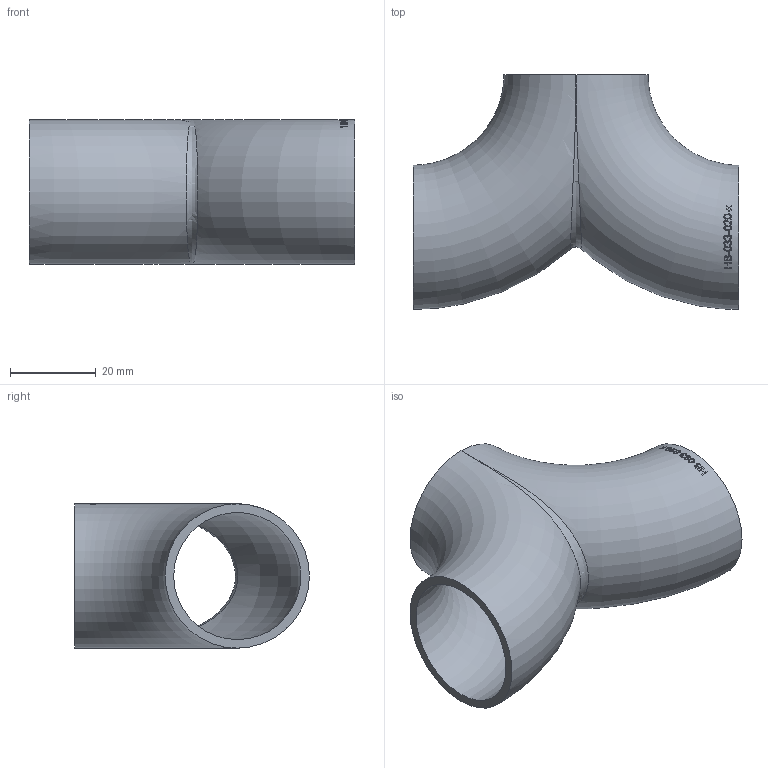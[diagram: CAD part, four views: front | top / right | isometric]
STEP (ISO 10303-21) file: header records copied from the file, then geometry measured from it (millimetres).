
FILE_DESCRIPTION (( 'STEP AP214' ), '1' );
FILE_NAME ('HB-033-020-x Hosenbogen 1909.STEP', '2019-09-17T09:39:35', ( '' ), ( '' ), 'SwSTEP 2.0', 'SolidWorks 2016', '' );
FILE_SCHEMA (( 'AUTOMOTIVE_DESIGN' ));
Length unit declared in the file: millimetre
Products named in the file (1): HB-033-020-x Hosenbogen 1909
Bounding box: 76 x 54.85 x 33.71 mm (x, y, z)
Volume: 17629.3 mm3; surface area: 18188.4 mm2
Topology: 1 solids, 1 shells, 154 faces, 406 edges, 266 vertices
Faces by surface type: plane 69, bspline 64, torus 21
Entity records: 10867 total; most frequent: CARTESIAN_POINT 6193, ORIENTED_EDGE 792, EDGE_CURVE 396, DIRECTION 326, VERTEX_POINT 264, B_SPLINE_CURVE_WITH_KNOTS 260, EDGE_LOOP 178, FACE_OUTER_BOUND 158
